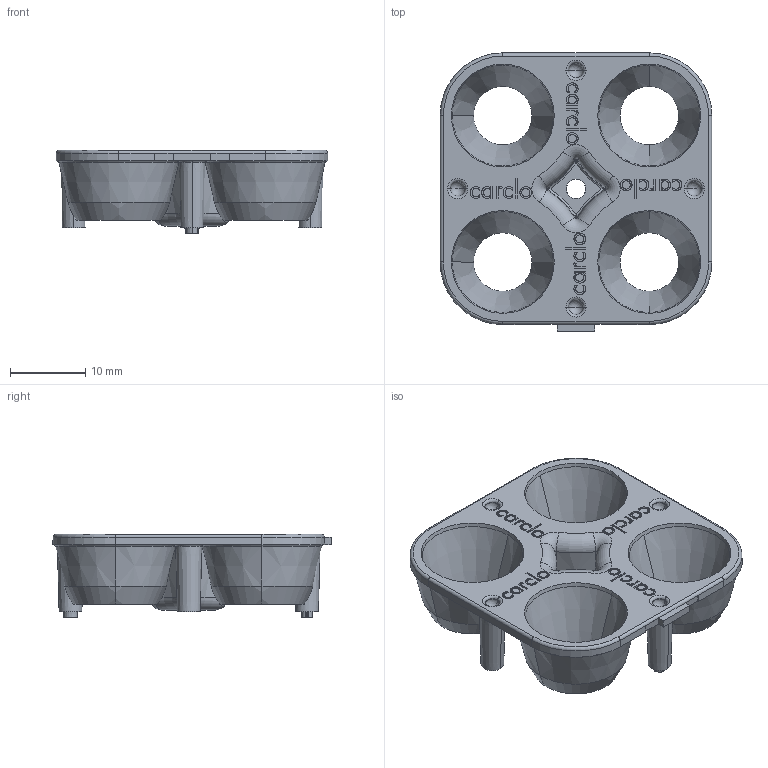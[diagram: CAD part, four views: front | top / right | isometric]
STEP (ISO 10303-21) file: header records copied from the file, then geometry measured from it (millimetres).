
FILE_DESCRIPTION((''),'2;1');
FILE_NAME('12526_70025_REV1B_ARCH_REFL_80','2015-10-28T',('SuttonP'),('Pet Mate Ltd'),'PRO/ENGINEER BY PARAMETRIC TECHNOLOGY CORPORATION, 2012130','PRO/ENGINEER BY PARAMETRIC TECHNOLOGY CORPORATION, 2012130','');
FILE_SCHEMA(('CONFIG_CONTROL_DESIGN'));
Length unit declared in the file: millimetre
Products named in the file (1): 12526_70025_REV1B_ARCH_REFL_80
Bounding box: 36.2 x 37.06 x 11.1 mm (x, y, z)
Volume: 3816.4 mm3; surface area: 5078 mm2
Topology: 1 solids, 1 shells, 789 faces, 2115 edges, 1368 vertices
Faces by surface type: bspline 484, plane 171, torus 54, cone 50, cylinder 14, revolution 8, sphere 8
Entity records: 40507 total; most frequent: CARTESIAN_POINT 24060, ORIENTED_EDGE 4214, EDGE_CURVE 2107, DIRECTION 1949, VERTEX_POINT 1368, B_SPLINE_CURVE_WITH_KNOTS 1028, EDGE_LOOP 847, VECTOR 827
